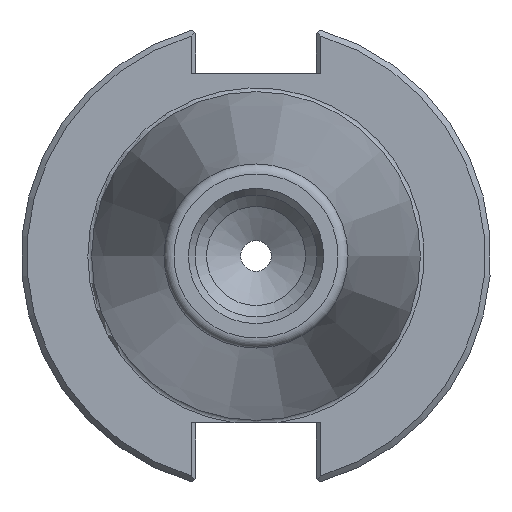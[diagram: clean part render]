
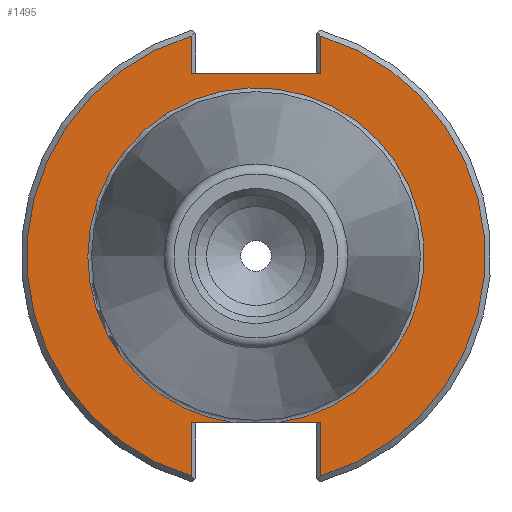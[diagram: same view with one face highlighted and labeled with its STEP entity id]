
A CAD part, left-side view. The second image highlights one B-rep face of the part: STEP entity #1495.
In plain terms, the highlighted planar face has unit normal (-1, 0, 0).
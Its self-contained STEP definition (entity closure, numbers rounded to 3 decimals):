
#43=LINE('',#2580,#130);
#63=LINE('',#2663,#150);
#64=LINE('',#2665,#151);
#65=LINE('',#2668,#152);
#66=LINE('',#2670,#153);
#67=LINE('',#2674,#154);
#68=LINE('',#2675,#155);
#130=VECTOR('',#1932,10.);
#150=VECTOR('',#1990,10.);
#151=VECTOR('',#1991,10.);
#152=VECTOR('',#1994,10.);
#153=VECTOR('',#1995,10.);
#154=VECTOR('',#1998,10.);
#155=VECTOR('',#1999,10.);
#222=PLANE('',#1695);
#435=FACE_OUTER_BOUND('',#564,.T.);
#564=EDGE_LOOP('',(#1173,#1174,#1175,#1176,#1177,#1178,#1179,#1180,#1181,
#1182));
#675=CIRCLE('',#1693,22.733);
#677=CIRCLE('',#1696,30.988);
#678=CIRCLE('',#1697,30.988);
#766=VERTEX_POINT('',#2577);
#767=VERTEX_POINT('',#2579);
#791=VERTEX_POINT('',#2645);
#792=VERTEX_POINT('',#2646);
#794=VERTEX_POINT('',#2662);
#795=VERTEX_POINT('',#2664);
#796=VERTEX_POINT('',#2666);
#797=VERTEX_POINT('',#2669);
#798=VERTEX_POINT('',#2671);
#799=VERTEX_POINT('',#2673);
#909=EDGE_CURVE('',#766,#767,#43,.T.);
#941=EDGE_CURVE('',#791,#792,#675,.T.);
#943=EDGE_CURVE('',#794,#791,#63,.T.);
#944=EDGE_CURVE('',#795,#794,#64,.T.);
#945=EDGE_CURVE('',#796,#795,#677,.T.);
#946=EDGE_CURVE('',#767,#796,#65,.T.);
#947=EDGE_CURVE('',#797,#766,#66,.T.);
#948=EDGE_CURVE('',#798,#797,#678,.T.);
#949=EDGE_CURVE('',#799,#798,#67,.T.);
#950=EDGE_CURVE('',#792,#799,#68,.T.);
#1173=ORIENTED_EDGE('',*,*,#941,.F.);
#1174=ORIENTED_EDGE('',*,*,#943,.F.);
#1175=ORIENTED_EDGE('',*,*,#944,.F.);
#1176=ORIENTED_EDGE('',*,*,#945,.F.);
#1177=ORIENTED_EDGE('',*,*,#946,.F.);
#1178=ORIENTED_EDGE('',*,*,#909,.F.);
#1179=ORIENTED_EDGE('',*,*,#947,.F.);
#1180=ORIENTED_EDGE('',*,*,#948,.F.);
#1181=ORIENTED_EDGE('',*,*,#949,.F.);
#1182=ORIENTED_EDGE('',*,*,#950,.F.);
#1495=ADVANCED_FACE('',(#435),#222,.T.);
#1693=AXIS2_PLACEMENT_3D('',#2658,#1984,#1985);
#1695=AXIS2_PLACEMENT_3D('',#2661,#1988,#1989);
#1696=AXIS2_PLACEMENT_3D('',#2667,#1992,#1993);
#1697=AXIS2_PLACEMENT_3D('',#2672,#1996,#1997);
#1932=DIRECTION('',(0.,-1.,0.));
#1984=DIRECTION('center_axis',(-1.,0.,0.));
#1985=DIRECTION('ref_axis',(0.,-1.,0.));
#1988=DIRECTION('center_axis',(-1.,0.,0.));
#1989=DIRECTION('ref_axis',(0.,0.,1.));
#1990=DIRECTION('',(0.,1.,0.));
#1991=DIRECTION('',(0.,0.,1.));
#1992=DIRECTION('center_axis',(1.,0.,0.));
#1993=DIRECTION('ref_axis',(0.,-1.,0.));
#1994=DIRECTION('',(0.,0.,1.));
#1995=DIRECTION('',(0.,0.,-1.));
#1996=DIRECTION('center_axis',(1.,0.,0.));
#1997=DIRECTION('ref_axis',(0.,1.,0.));
#1998=DIRECTION('',(0.,0.,-1.));
#1999=DIRECTION('',(0.,1.,0.));
#2577=CARTESIAN_POINT('',(3.175,8.763,24.689));
#2579=CARTESIAN_POINT('',(3.175,-8.763,24.689));
#2580=CARTESIAN_POINT('',(3.175,13.494,24.689));
#2645=CARTESIAN_POINT('',(3.175,-2.838,-22.555));
#2646=CARTESIAN_POINT('',(3.175,2.838,-22.555));
#2658=CARTESIAN_POINT('Origin',(3.175,0.,0.));
#2661=CARTESIAN_POINT('Origin',(3.175,26.988,0.));
#2662=CARTESIAN_POINT('',(3.175,-8.763,-22.555));
#2663=CARTESIAN_POINT('',(3.175,13.494,-22.555));
#2664=CARTESIAN_POINT('',(3.175,-8.763,-29.723));
#2665=CARTESIAN_POINT('',(3.175,-8.763,-11.278));
#2666=CARTESIAN_POINT('',(3.175,-8.763,29.723));
#2667=CARTESIAN_POINT('Origin',(3.175,0.,0.));
#2668=CARTESIAN_POINT('',(3.175,-8.763,12.344));
#2669=CARTESIAN_POINT('',(3.175,8.763,29.723));
#2670=CARTESIAN_POINT('',(3.175,8.763,12.344));
#2671=CARTESIAN_POINT('',(3.175,8.763,-29.723));
#2672=CARTESIAN_POINT('Origin',(3.175,0.,0.));
#2673=CARTESIAN_POINT('',(3.175,8.763,-22.555));
#2674=CARTESIAN_POINT('',(3.175,8.763,-11.278));
#2675=CARTESIAN_POINT('',(3.175,13.494,-22.555));
